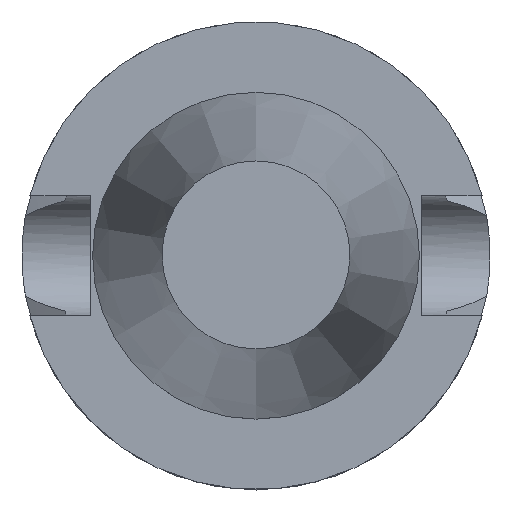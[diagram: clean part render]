
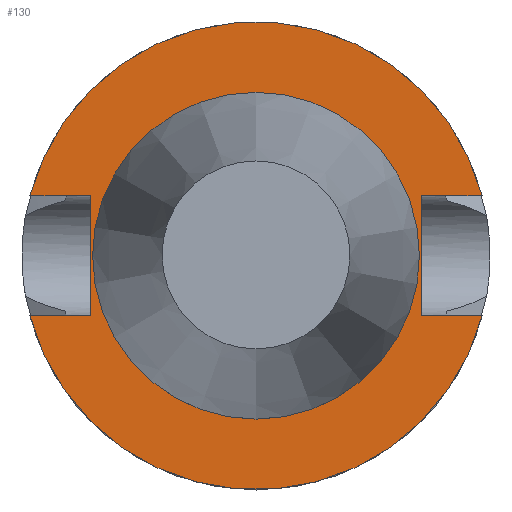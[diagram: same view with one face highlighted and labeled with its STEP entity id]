
A CAD part, top view. The second image highlights one B-rep face of the part: STEP entity #130.
In plain terms, the highlighted planar face has unit normal (0, 0, 1).
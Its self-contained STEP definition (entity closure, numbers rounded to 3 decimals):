
#130=ADVANCED_FACE('240[2]',(#367,#368),#369,.T.);
#142=EDGE_CURVE('240[2]',#387,#375,#388,.T.);
#150=EDGE_CURVE('240[2]',#399,#399,#400,.T.);
#165=EDGE_CURVE('240[2]',#421,#422,#423,.T.);
#169=EDGE_CURVE('240[2]',#429,#430,#431,.T.);
#193=EDGE_CURVE('240[2]',#387,#422,#465,.T.);
#218=EDGE_CURVE('240[2]',#375,#429,#498,.T.);
#238=EDGE_CURVE('240[2]',#523,#524,#525,.T.);
#275=EDGE_CURVE('240[2]',#523,#430,#570,.T.);
#314=EDGE_CURVE('240[2]',#524,#421,#622,.T.);
#367=FACE_OUTER_BOUND('',#703,.T.);
#368=FACE_BOUND('',#704,.T.);
#369=PLANE('',#705);
#375=VERTEX_POINT('',#713);
#387=VERTEX_POINT('',#729);
#388=LINE('',#730,#731);
#399=VERTEX_POINT('',#765);
#400=CIRCLE('',#766,34.925);
#421=VERTEX_POINT('',#812);
#422=VERTEX_POINT('',#813);
#423=LINE('',#814,#815);
#429=VERTEX_POINT('',#888);
#430=VERTEX_POINT('',#889);
#431=LINE('',#890,#891);
#465=CIRCLE('',#949,50.);
#498=LINE('',#1016,#1017);
#523=VERTEX_POINT('',#1079);
#524=VERTEX_POINT('',#1080);
#525=LINE('',#1081,#1082);
#570=CIRCLE('',#1232,50.);
#622=LINE('',#1311,#1312);
#703=EDGE_LOOP('',(#1347,#1348,#1349,#1350,#1351,#1352,#1353,#1354));
#704=EDGE_LOOP('',(#1355));
#705=AXIS2_PLACEMENT_3D('',#1356,#1357,#1358);
#713=CARTESIAN_POINT('',(-35.4,12.85,-1.5));
#729=CARTESIAN_POINT('',(-48.321,12.85,-1.5));
#730=CARTESIAN_POINT('',(-17.7,12.85,-1.5));
#731=VECTOR('',#1374,1.0);
#765=CARTESIAN_POINT('',(0.,34.925,-1.5));
#766=AXIS2_PLACEMENT_3D('',#1376,#1377,#1378);
#812=CARTESIAN_POINT('',(35.4,12.85,-1.5));
#813=CARTESIAN_POINT('',(48.321,12.85,-1.5));
#814=CARTESIAN_POINT('',(17.7,12.85,-1.5));
#815=VECTOR('',#1397,1.0);
#888=CARTESIAN_POINT('',(-35.4,-12.85,-1.5));
#889=CARTESIAN_POINT('',(-48.321,-12.85,-1.5));
#890=CARTESIAN_POINT('',(-17.7,-12.85,-1.5));
#891=VECTOR('',#1398,1.0);
#949=AXIS2_PLACEMENT_3D('',#1435,#1436,#1437);
#1016=CARTESIAN_POINT('',(-35.4,14.806,-1.5));
#1017=VECTOR('',#1474,1.0);
#1079=CARTESIAN_POINT('',(48.321,-12.85,-1.5));
#1080=CARTESIAN_POINT('',(35.4,-12.85,-1.5));
#1081=CARTESIAN_POINT('',(17.7,-12.85,-1.5));
#1082=VECTOR('',#1499,1.0);
#1232=AXIS2_PLACEMENT_3D('',#1557,#1558,#1559);
#1311=CARTESIAN_POINT('',(35.4,21.231,-1.5));
#1312=VECTOR('',#1643,1.0);
#1347=ORIENTED_EDGE('',*,*,#169,.T.);
#1348=ORIENTED_EDGE('',*,*,#275,.F.);
#1349=ORIENTED_EDGE('',*,*,#238,.T.);
#1350=ORIENTED_EDGE('',*,*,#314,.T.);
#1351=ORIENTED_EDGE('',*,*,#165,.T.);
#1352=ORIENTED_EDGE('',*,*,#193,.F.);
#1353=ORIENTED_EDGE('',*,*,#142,.T.);
#1354=ORIENTED_EDGE('',*,*,#218,.T.);
#1355=ORIENTED_EDGE('',*,*,#150,.T.);
#1356=CARTESIAN_POINT('',(0.,42.463,-1.5));
#1357=DIRECTION('',(0.,0.,1.0));
#1358=DIRECTION('',(1.0,0.,0.0));
#1374=DIRECTION('',(1.0,-0.0,0.));
#1376=CARTESIAN_POINT('',(0.,0.,-1.5));
#1377=DIRECTION('',(0.,0.,-1.0));
#1378=DIRECTION('',(0.,1.0,0.));
#1397=DIRECTION('',(1.0,-0.0,0.));
#1398=DIRECTION('',(-1.0,-0.0,0.));
#1435=CARTESIAN_POINT('',(0.,0.,-1.5));
#1436=DIRECTION('',(0.,0.,-1.0));
#1437=DIRECTION('',(0.,1.0,0.));
#1474=DIRECTION('',(0.0,-1.0,0.));
#1499=DIRECTION('',(-1.0,-0.0,0.));
#1557=CARTESIAN_POINT('',(0.,0.,-1.5));
#1558=DIRECTION('',(0.,0.,-1.0));
#1559=DIRECTION('',(0.,1.0,0.));
#1643=DIRECTION('',(0.0,1.0,0.));
